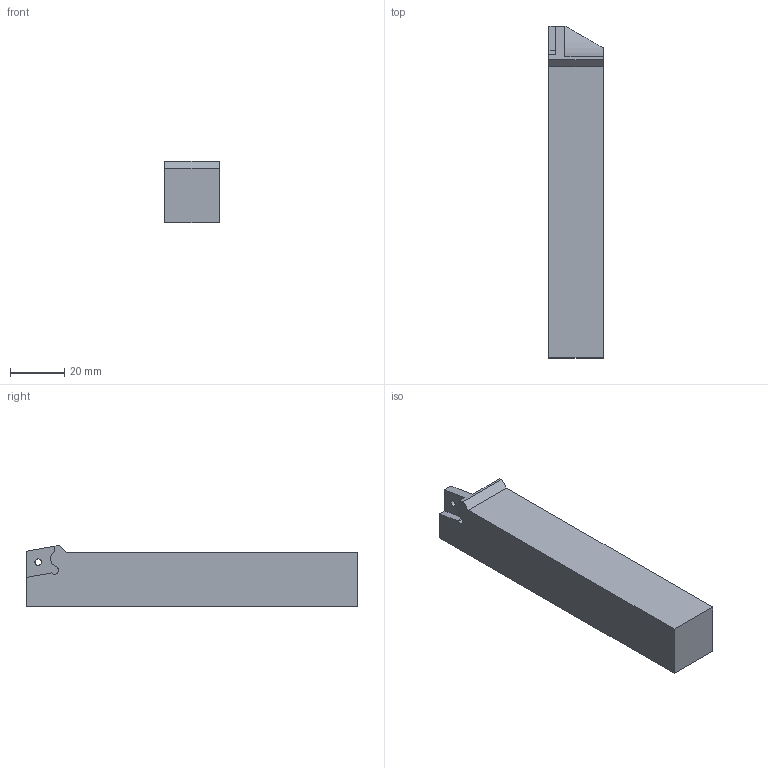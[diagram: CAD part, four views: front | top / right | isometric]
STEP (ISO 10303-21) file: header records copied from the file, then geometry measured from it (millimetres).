
FILE_DESCRIPTION((' '),'2;1');
FILE_NAME( 'Smicut_SER2020T14K12.stp', '2023-05-09T09:03:53', (' '), ('--- Datakit www.datakit.com---'), ' Datakit CrossCadWare V2023.1 Dec 17 2022', 'Mastercam 2023', ' ');
FILE_SCHEMA(('AUTOMOTIVE_DESIGN { 1 0 10303 214 1 1 1 1 }'));
Length unit declared in the file: millimetre
Products named in the file (1): Smicut_SER2020T14K12
Bounding box: 20 x 122.5 x 22.62 mm (x, y, z)
Volume: 46597 mm3; surface area: 10524.7 mm2
Topology: 1 solids, 1 shells, 24 faces, 66 edges, 44 vertices
Faces by surface type: plane 17, cylinder 7
Entity records: 822 total; most frequent: CARTESIAN_POINT 135, ORIENTED_EDGE 132, DIRECTION 131, EDGE_CURVE 66, VECTOR 51, LINE 51, VERTEX_POINT 44, AXIS2_PLACEMENT_3D 40
